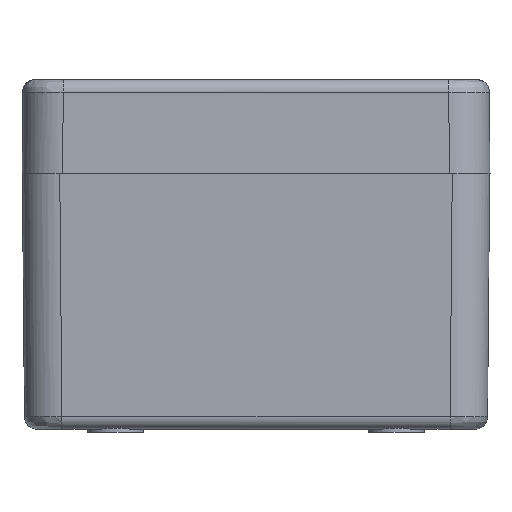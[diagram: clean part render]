
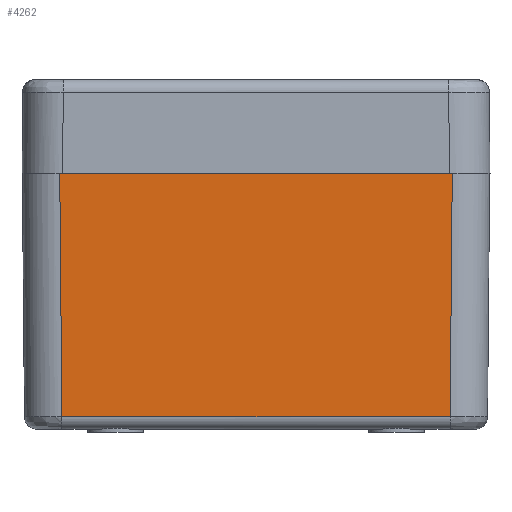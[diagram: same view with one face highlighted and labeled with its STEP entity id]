
A CAD part, left-side view. The second image highlights one B-rep face of the part: STEP entity #4262.
In plain terms, the highlighted planar face has unit normal (-1, 0, -0.009).
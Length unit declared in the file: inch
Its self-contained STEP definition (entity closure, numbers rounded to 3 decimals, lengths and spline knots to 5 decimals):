
#256 = CARTESIAN_POINT ( 'NONE',  ( -3.14961, 1.47441, 0. ) ) ;
#320 = DIRECTION ( 'NONE',  ( 0., 1., 0. ) ) ;
#1166 = CARTESIAN_POINT ( 'NONE',  ( -3.14961, 1.47441, 0. ) ) ;
#1391 = LINE ( 'NONE', #256, #3950 ) ;
#1419 = CARTESIAN_POINT ( 'NONE',  ( -3.1362, 1.22479, -1.53612 ) ) ;
#1711 = VECTOR ( 'NONE', #2698, 39.37008 ) ;
#2036 = DIRECTION ( 'NONE',  ( 0., 1., 0. ) ) ;
#2698 = DIRECTION ( 'NONE',  ( 0.009, -0.009, -1. ) ) ;
#2895 = AXIS2_PLACEMENT_3D ( 'NONE', #1166, #8801, #5506 ) ;
#3636 = LINE ( 'NONE', #4723, #5690 ) ;
#3767 = LINE ( 'NONE', #8068, #1711 ) ;
#3950 = VECTOR ( 'NONE', #320, 39.37008 ) ;
#4262 = ADVANCED_FACE ( 'NONE', ( #6479 ), #11830, .T. ) ;
#4723 = CARTESIAN_POINT ( 'NONE',  ( -3.14951, -1.2381, -0.0108 ) ) ;
#4928 = VERTEX_POINT ( 'NONE', #5051 ) ;
#4975 = VERTEX_POINT ( 'NONE', #5686 ) ;
#5051 = CARTESIAN_POINT ( 'NONE',  ( -3.1362, -1.22479, -1.53612 ) ) ;
#5506 = DIRECTION ( 'NONE',  ( -0.009, 0., 1. ) ) ;
#5686 = CARTESIAN_POINT ( 'NONE',  ( -3.14961, -1.2382, 0. ) ) ;
#5690 = VECTOR ( 'NONE', #9155, 39.37008 ) ;
#6479 = FACE_OUTER_BOUND ( 'NONE', #13123, .T. ) ;
#6648 = ORIENTED_EDGE ( 'NONE', *, *, #7746, .F. ) ;
#6917 = ORIENTED_EDGE ( 'NONE', *, *, #11118, .T. ) ;
#7628 = ORIENTED_EDGE ( 'NONE', *, *, #11388, .T. ) ;
#7746 = EDGE_CURVE ( 'NONE', #4975, #4928, #3636, .T. ) ;
#8068 = CARTESIAN_POINT ( 'NONE',  ( -3.14961, 1.2382, 0. ) ) ;
#8801 = DIRECTION ( 'NONE',  ( -1., 0., -0.009 ) ) ;
#9155 = DIRECTION ( 'NONE',  ( 0.009, 0.009, -1. ) ) ;
#9458 = LINE ( 'NONE', #9534, #13968 ) ;
#9534 = CARTESIAN_POINT ( 'NONE',  ( -3.1362, 0.7372, -1.53612 ) ) ;
#9550 = CARTESIAN_POINT ( 'NONE',  ( -3.14961, 1.2382, 0. ) ) ;
#11118 = EDGE_CURVE ( 'NONE', #12282, #12421, #3767, .T. ) ;
#11388 = EDGE_CURVE ( 'NONE', #4975, #12282, #1391, .T. ) ;
#11830 = PLANE ( 'NONE',  #2895 ) ;
#12282 = VERTEX_POINT ( 'NONE', #9550 ) ;
#12421 = VERTEX_POINT ( 'NONE', #1419 ) ;
#12573 = EDGE_CURVE ( 'NONE', #4928, #12421, #9458, .T. ) ;
#13123 = EDGE_LOOP ( 'NONE', ( #6917, #13885, #6648, #7628 ) ) ;
#13885 = ORIENTED_EDGE ( 'NONE', *, *, #12573, .F. ) ;
#13968 = VECTOR ( 'NONE', #2036, 39.37008 ) ;
